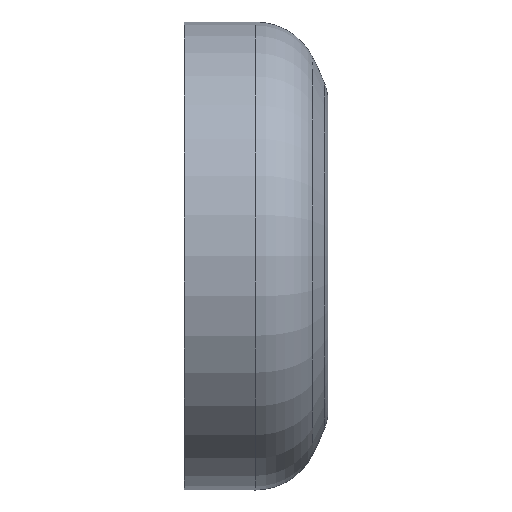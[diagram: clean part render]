
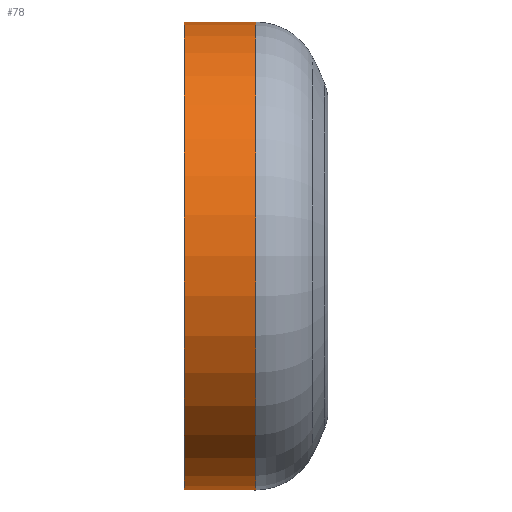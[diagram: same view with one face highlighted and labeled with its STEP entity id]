
A CAD part, top view. The second image highlights one B-rep face of the part: STEP entity #78.
In plain terms, the highlighted cylindrical face has radius 73.5 mm (diameter 147 mm), a partial arc.
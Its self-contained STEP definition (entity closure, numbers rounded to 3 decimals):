
#78=ADVANCED_FACE('',(#140),#634,.T.);
#140=FACE_OUTER_BOUND('',#202,.F.);
#202=EDGE_LOOP('',(#309,#310,#311,#312));
#309=ORIENTED_EDGE('',*,*,#868,.T.);
#310=ORIENTED_EDGE('',*,*,#878,.F.);
#311=ORIENTED_EDGE('',*,*,#900,.T.);
#312=ORIENTED_EDGE('',*,*,#876,.T.);
#634=CYLINDRICAL_SURFACE('',#1313,73.5);
#688=LINE('',#1987,#736);
#690=LINE('',#1989,#738);
#736=VECTOR('',#1565,22.53);
#738=VECTOR('',#1567,22.53);
#868=EDGE_CURVE('',#1080,#1079,#1032,.T.);
#876=EDGE_CURVE('',#1065,#1080,#688,.T.);
#878=EDGE_CURVE('',#1063,#1079,#690,.T.);
#900=EDGE_CURVE('',#1063,#1065,#1060,.T.);
#1032=CIRCLE('',#1281,73.5);
#1060=CIRCLE('',#1309,73.5);
#1063=VERTEX_POINT('',#1790);
#1065=VERTEX_POINT('',#1792);
#1079=VERTEX_POINT('',#1806);
#1080=VERTEX_POINT('',#1807);
#1281=AXIS2_PLACEMENT_3D('',#1979,#1550,#1551);
#1309=AXIS2_PLACEMENT_3D('',#2011,#1610,#1611);
#1313=AXIS2_PLACEMENT_3D('',#2059,#1662,#1663);
#1550=DIRECTION('',(1.,0.,0.));
#1551=DIRECTION('',(0.,1.,0.));
#1565=DIRECTION('',(1.,0.,0.));
#1567=DIRECTION('',(1.,0.,0.));
#1610=DIRECTION('',(-1.,0.,0.));
#1611=DIRECTION('',(0.,-1.,0.));
#1662=DIRECTION('',(1.,0.,0.));
#1663=DIRECTION('',(0.,1.,0.));
#1790=CARTESIAN_POINT('',(-277.,-73.5,0.));
#1792=CARTESIAN_POINT('',(-277.,73.5,0.));
#1806=CARTESIAN_POINT('',(-254.47,-73.5,0.));
#1807=CARTESIAN_POINT('',(-254.47,73.5,0.));
#1979=CARTESIAN_POINT('',(-254.47,0.,0.));
#1987=CARTESIAN_POINT('',(-277.,73.5,0.));
#1989=CARTESIAN_POINT('',(-277.,-73.5,0.));
#2011=CARTESIAN_POINT('',(-277.,0.,0.));
#2059=CARTESIAN_POINT('',(-277.,0.,0.));
